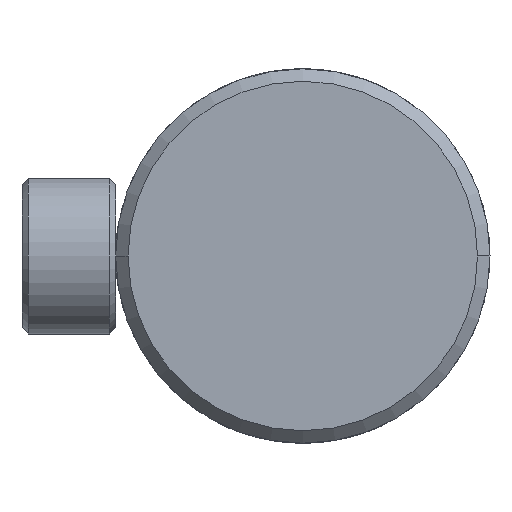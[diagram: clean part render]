
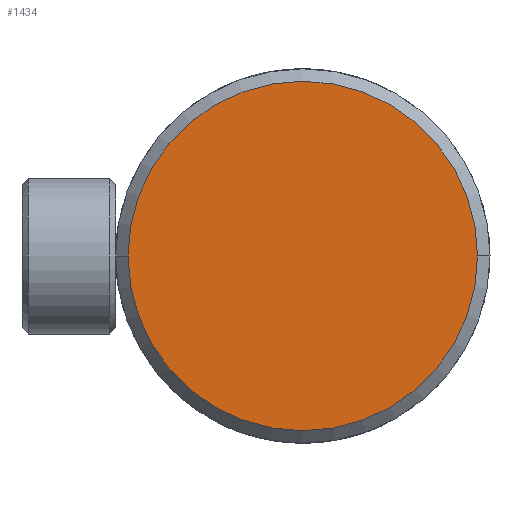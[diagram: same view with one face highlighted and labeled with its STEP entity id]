
A CAD part, left-side view. The second image highlights one B-rep face of the part: STEP entity #1434.
In plain terms, the highlighted planar face has unit normal (-1, 0, 0).
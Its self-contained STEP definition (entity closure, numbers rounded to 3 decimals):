
#101 = CIRCLE ( 'NONE', #1425, 28. ) ;
#207 = CARTESIAN_POINT ( 'NONE',  ( -47., 0., 0. ) ) ;
#556 = DIRECTION ( 'NONE',  ( -1., 0., 0. ) ) ;
#754 = CARTESIAN_POINT ( 'NONE',  ( -47., 28., 0. ) ) ;
#911 = CARTESIAN_POINT ( 'NONE',  ( -47., -28., 0. ) ) ;
#973 = AXIS2_PLACEMENT_3D ( 'NONE', #1883, #4243, #2237 ) ;
#1425 = AXIS2_PLACEMENT_3D ( 'NONE', #2628, #556, #2944 ) ;
#1434 = ADVANCED_FACE ( 'NONE', ( #1660 ), #3884, .T. ) ;
#1660 = FACE_OUTER_BOUND ( 'NONE', #3233, .T. ) ;
#1738 = VERTEX_POINT ( 'NONE', #754 ) ;
#1833 = AXIS2_PLACEMENT_3D ( 'NONE', #207, #3917, #3544 ) ;
#1883 = CARTESIAN_POINT ( 'NONE',  ( -47., 0., 0. ) ) ;
#2115 = ORIENTED_EDGE ( 'NONE', *, *, #3920, .T. ) ;
#2237 = DIRECTION ( 'NONE',  ( 0., -1., 0. ) ) ;
#2425 = VERTEX_POINT ( 'NONE', #911 ) ;
#2628 = CARTESIAN_POINT ( 'NONE',  ( -47., 0., 0. ) ) ;
#2944 = DIRECTION ( 'NONE',  ( 0., -1., 0. ) ) ;
#3233 = EDGE_LOOP ( 'NONE', ( #3576, #2115 ) ) ;
#3544 = DIRECTION ( 'NONE',  ( 0., -1., 0. ) ) ;
#3576 = ORIENTED_EDGE ( 'NONE', *, *, #3879, .T. ) ;
#3697 = CIRCLE ( 'NONE', #973, 28. ) ;
#3879 = EDGE_CURVE ( 'NONE', #1738, #2425, #3697, .T. ) ;
#3884 = PLANE ( 'NONE',  #1833 ) ;
#3917 = DIRECTION ( 'NONE',  ( -1., 0., 0. ) ) ;
#3920 = EDGE_CURVE ( 'NONE', #2425, #1738, #101, .T. ) ;
#4243 = DIRECTION ( 'NONE',  ( -1., 0., 0. ) ) ;
